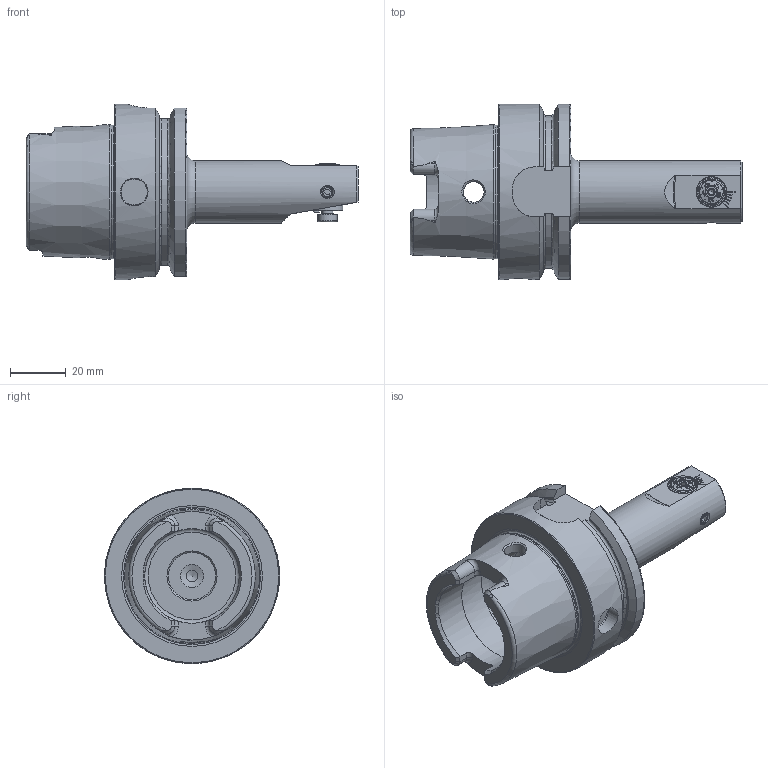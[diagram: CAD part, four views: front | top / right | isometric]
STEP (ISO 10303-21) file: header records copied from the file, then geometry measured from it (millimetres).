
FILE_DESCRIPTION (( 'STEP AP214' ), '1' );
FILE_NAME ('HA6.F20.AA4.090.STEP', '2020-08-12T09:59:37', ( '' ), ( '' ), 'SwSTEP 2.0', 'SolidWorks 2017', '' );
FILE_SCHEMA (( 'AUTOMOTIVE_DESIGN' ));
Length unit declared in the file: millimetre
Products named in the file (15): DIN 3771 - 11x1_x; ISO 4762 - M1.4 x 6; F20-BG2.008.009_A; ISO 4026 - M4 x 4; Klebstoff D4; F20-BG3.004.018_A; HA6-F20.AA3.090_A_bohrungen gef〕lt; Fxx-MAB.xxx.xxx_A_F20-DA3; F20-BG2.011.003_A; F20-BG2.011.004_A; HA6.F20.AA4.090; F20-BG2.007.006_A; DIN 7984 - M4 x 6_PreviewCfg; F20-BG1.DA3.011_A_Standart ; F20-BG1.DA4.011_verstellbar
Assembly tree (14 placements, depth 3):
  HA6.F20.AA4.090
    HA6-F20.AA3.090_A_bohrungen gef〕lt
    F20-BG1.DA4.011_verstellbar
      F20-BG1.DA3.011_A_Standart 
      F20-BG2.008.009_A
      F20-BG2.011.003_A
      DIN 3771 - 11x1_x
      F20-BG2.007.006_A
      Fxx-MAB.xxx.xxx_A_F20-DA3
      F20-BG2.011.004_A
    F20-BG3.004.018_A
    Klebstoff D4
    DIN 7984 - M4 x 6_PreviewCfg
    ISO 4762 - M1.4 x 6
    ISO 4026 - M4 x 4
Bounding box: 119.4 x 63 x 63 mm (x, y, z)
Volume: 101431.7 mm3; surface area: 30840.6 mm2
Topology: 13 solids, 13 shells, 629 faces, 1672 edges, 1085 vertices
Faces by surface type: plane 339, cone 120, cylinder 83, bspline 46, torus 41
Full cylindrical faces by diameter (mm): 1.08 x1, 1.4 x1, 1.5 x2, 1.9 x1, 2.1 x6, 2.6 x1, 3 x2, 3.3 x2, 3.95 x2, 4 x8, 4.2 x1, 4.5 x1, 5.7 x1, 5.75 x1, 6 x2, 6.2 x1, 6.75 x1, 7 x1, 7.5 x2, 8 x4, 8.4 x1, 8.65 x1, 10 x1, 10.85 x1, 10.98 x1, 11 x3, 17 x1, 19 x1, 22.5 x1, 34 x2
Entity records: 26540 total; most frequent: CARTESIAN_POINT 8677, ORIENTED_EDGE 2996, DIRECTION 2456, EDGE_CURVE 1498, VERTEX_POINT 1041, AXIS2_PLACEMENT_3D 954, EDGE_LOOP 799, FACE_OUTER_BOUND 712
